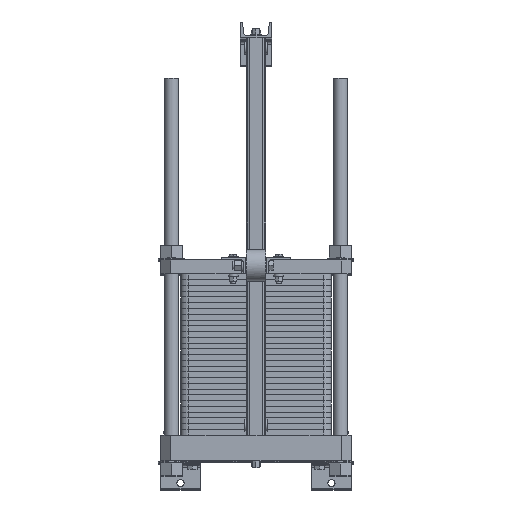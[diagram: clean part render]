
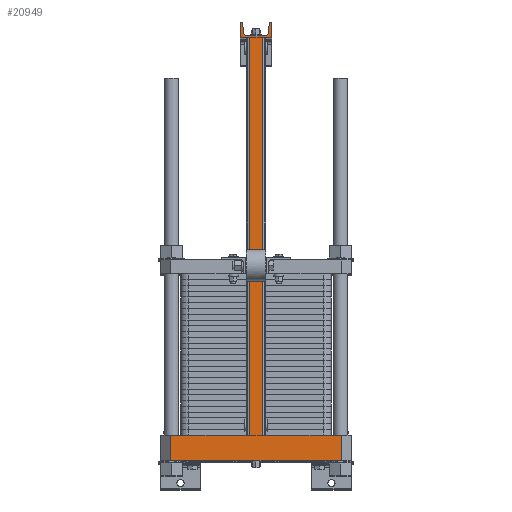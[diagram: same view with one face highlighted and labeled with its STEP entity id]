
A CAD part, top view. The second image highlights one B-rep face of the part: STEP entity #20949.
In plain terms, the highlighted planar face has unit normal (0, 0, 1).
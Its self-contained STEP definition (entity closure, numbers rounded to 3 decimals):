
#2828=LINE('',#31492,#5166);
#2842=LINE('',#31622,#5180);
#2843=LINE('',#31624,#5181);
#2844=LINE('',#31626,#5182);
#2845=LINE('',#31628,#5183);
#2846=LINE('',#31630,#5184);
#2847=LINE('',#31632,#5185);
#2848=LINE('',#31634,#5186);
#2849=LINE('',#31636,#5187);
#2850=LINE('',#31638,#5188);
#2851=LINE('',#31642,#5189);
#2852=LINE('',#31646,#5190);
#2853=LINE('',#31650,#5191);
#2854=LINE('',#31654,#5192);
#2855=LINE('',#31656,#5193);
#2856=LINE('',#31657,#5194);
#5166=VECTOR('',#24418,1.);
#5180=VECTOR('',#24506,10.);
#5181=VECTOR('',#24507,10.);
#5182=VECTOR('',#24508,10.);
#5183=VECTOR('',#24509,10.);
#5184=VECTOR('',#24510,10.);
#5185=VECTOR('',#24511,10.);
#5186=VECTOR('',#24512,10.);
#5187=VECTOR('',#24513,10.);
#5188=VECTOR('',#24514,10.);
#5189=VECTOR('',#24517,10.);
#5190=VECTOR('',#24520,10.);
#5191=VECTOR('',#24523,10.);
#5192=VECTOR('',#24526,10.);
#5193=VECTOR('',#24527,10.);
#5194=VECTOR('',#24528,10.);
#7480=PLANE('',#22047);
#8542=FACE_OUTER_BOUND('',#9565,.T.);
#9565=EDGE_LOOP('',(#16227,#16228,#16229,#16230,#16231,#16232,#16233,#16234,
#16235,#16236,#16237,#16238,#16239,#16240,#16241,#16242,#16243,#16244,#16245,
#16246));
#10889=CIRCLE('',#22048,4.);
#10890=CIRCLE('',#22049,8.);
#10891=CIRCLE('',#22050,8.);
#10892=CIRCLE('',#22051,4.);
#12179=VERTEX_POINT('',#31489);
#12180=VERTEX_POINT('',#31491);
#12211=VERTEX_POINT('',#31621);
#12212=VERTEX_POINT('',#31623);
#12213=VERTEX_POINT('',#31625);
#12214=VERTEX_POINT('',#31627);
#12215=VERTEX_POINT('',#31629);
#12216=VERTEX_POINT('',#31631);
#12217=VERTEX_POINT('',#31633);
#12218=VERTEX_POINT('',#31635);
#12219=VERTEX_POINT('',#31637);
#12220=VERTEX_POINT('',#31639);
#12221=VERTEX_POINT('',#31641);
#12222=VERTEX_POINT('',#31643);
#12223=VERTEX_POINT('',#31645);
#12224=VERTEX_POINT('',#31647);
#12225=VERTEX_POINT('',#31649);
#12226=VERTEX_POINT('',#31651);
#12227=VERTEX_POINT('',#31653);
#12228=VERTEX_POINT('',#31655);
#13799=EDGE_CURVE('',#12180,#12179,#2828,.T.);
#13839=EDGE_CURVE('',#12179,#12211,#2842,.T.);
#13840=EDGE_CURVE('',#12211,#12212,#2843,.T.);
#13841=EDGE_CURVE('',#12213,#12212,#2844,.T.);
#13842=EDGE_CURVE('',#12214,#12213,#2845,.T.);
#13843=EDGE_CURVE('',#12214,#12215,#2846,.T.);
#13844=EDGE_CURVE('',#12215,#12216,#2847,.T.);
#13845=EDGE_CURVE('',#12216,#12217,#2848,.T.);
#13846=EDGE_CURVE('',#12217,#12218,#2849,.T.);
#13847=EDGE_CURVE('',#12218,#12219,#2850,.T.);
#13848=EDGE_CURVE('',#12219,#12220,#10889,.T.);
#13849=EDGE_CURVE('',#12220,#12221,#2851,.T.);
#13850=EDGE_CURVE('',#12221,#12222,#10890,.T.);
#13851=EDGE_CURVE('',#12222,#12223,#2852,.T.);
#13852=EDGE_CURVE('',#12223,#12224,#10891,.T.);
#13853=EDGE_CURVE('',#12224,#12225,#2853,.T.);
#13854=EDGE_CURVE('',#12225,#12226,#10892,.T.);
#13855=EDGE_CURVE('',#12226,#12227,#2854,.T.);
#13856=EDGE_CURVE('',#12227,#12228,#2855,.T.);
#13857=EDGE_CURVE('',#12228,#12180,#2856,.T.);
#16227=ORIENTED_EDGE('',*,*,#13799,.T.);
#16228=ORIENTED_EDGE('',*,*,#13839,.T.);
#16229=ORIENTED_EDGE('',*,*,#13840,.T.);
#16230=ORIENTED_EDGE('',*,*,#13841,.F.);
#16231=ORIENTED_EDGE('',*,*,#13842,.F.);
#16232=ORIENTED_EDGE('',*,*,#13843,.T.);
#16233=ORIENTED_EDGE('',*,*,#13844,.T.);
#16234=ORIENTED_EDGE('',*,*,#13845,.T.);
#16235=ORIENTED_EDGE('',*,*,#13846,.T.);
#16236=ORIENTED_EDGE('',*,*,#13847,.T.);
#16237=ORIENTED_EDGE('',*,*,#13848,.T.);
#16238=ORIENTED_EDGE('',*,*,#13849,.T.);
#16239=ORIENTED_EDGE('',*,*,#13850,.T.);
#16240=ORIENTED_EDGE('',*,*,#13851,.T.);
#16241=ORIENTED_EDGE('',*,*,#13852,.T.);
#16242=ORIENTED_EDGE('',*,*,#13853,.T.);
#16243=ORIENTED_EDGE('',*,*,#13854,.T.);
#16244=ORIENTED_EDGE('',*,*,#13855,.T.);
#16245=ORIENTED_EDGE('',*,*,#13856,.T.);
#16246=ORIENTED_EDGE('',*,*,#13857,.T.);
#20949=ADVANCED_FACE('',(#8542),#7480,.T.);
#22047=AXIS2_PLACEMENT_3D('',#31620,#24504,#24505);
#22048=AXIS2_PLACEMENT_3D('',#31640,#24515,#24516);
#22049=AXIS2_PLACEMENT_3D('',#31644,#24518,#24519);
#22050=AXIS2_PLACEMENT_3D('',#31648,#24521,#24522);
#22051=AXIS2_PLACEMENT_3D('',#31652,#24524,#24525);
#24418=DIRECTION('',(0.,-1.,0.));
#24504=DIRECTION('center_axis',(0.,0.,
1.));
#24505=DIRECTION('ref_axis',(-1.,0.,0.));
#24506=DIRECTION('',(-1.,0.,0.));
#24507=DIRECTION('',(0.,-1.,0.));
#24508=DIRECTION('',(-1.,0.,0.));
#24509=DIRECTION('',(0.,-1.,0.));
#24510=DIRECTION('',(-1.,0.,0.));
#24511=DIRECTION('',(0.,1.,0.));
#24512=DIRECTION('',(1.,0.,0.));
#24513=DIRECTION('',(0.,1.,0.));
#24514=DIRECTION('',(-1.,0.,0.));
#24515=DIRECTION('center_axis',(0.,0.,1.));
#24516=DIRECTION('ref_axis',(0.,1.,0.));
#24517=DIRECTION('',(-0.091,-0.996,0.));
#24518=DIRECTION('center_axis',(0.,0.,-1.));
#24519=DIRECTION('ref_axis',(0.,1.,0.));
#24520=DIRECTION('',(-1.,0.,0.));
#24521=DIRECTION('center_axis',(0.,0.,-1.));
#24522=DIRECTION('ref_axis',(0.996,0.091,0.));
#24523=DIRECTION('',(-0.091,0.996,0.));
#24524=DIRECTION('center_axis',(0.,0.,1.));
#24525=DIRECTION('ref_axis',(0.996,0.091,0.));
#24526=DIRECTION('',(-1.,0.,0.));
#24527=DIRECTION('',(0.,-1.,0.));
#24528=DIRECTION('',(1.,0.,0.));
#31489=CARTESIAN_POINT('',(-16.2,0.,1754.));
#31491=CARTESIAN_POINT('',(-16.2,1000.,1754.));
#31492=CARTESIAN_POINT('',(-16.2,761.,1754.));
#31620=CARTESIAN_POINT('Origin',(215.,0.,1754.));
#31621=CARTESIAN_POINT('',(-215.,0.,1754.));
#31622=CARTESIAN_POINT('',(215.,0.,1754.));
#31623=CARTESIAN_POINT('',(-215.,-65.,1754.));
#31624=CARTESIAN_POINT('',(-215.,0.,1754.));
#31625=CARTESIAN_POINT('',(215.,-65.,1754.));
#31626=CARTESIAN_POINT('',(215.,-65.,1754.));
#31627=CARTESIAN_POINT('',(215.,0.,1754.));
#31628=CARTESIAN_POINT('',(215.,0.,1754.));
#31629=CARTESIAN_POINT('',(16.2,0.,1754.));
#31630=CARTESIAN_POINT('',(215.,0.,1754.));
#31631=CARTESIAN_POINT('',(16.2,1000.,1754.));
#31632=CARTESIAN_POINT('',(16.2,0.,1754.));
#31633=CARTESIAN_POINT('',(40.,1000.,1754.));
#31634=CARTESIAN_POINT('',(-40.,1000.,1754.));
#31635=CARTESIAN_POINT('',(40.,1040.,1754.));
#31636=CARTESIAN_POINT('',(40.,1000.,1754.));
#31637=CARTESIAN_POINT('',(37.45,1040.,1754.));
#31638=CARTESIAN_POINT('',(40.,1040.,1754.));
#31639=CARTESIAN_POINT('',(33.466,1036.366,1754.));
#31640=CARTESIAN_POINT('Origin',(37.45,1036.,1754.));
#31641=CARTESIAN_POINT('',(31.347,1013.269,1754.));
#31642=CARTESIAN_POINT('',(33.466,1036.366,1754.));
#31643=CARTESIAN_POINT('',(23.381,1006.,1754.));
#31644=CARTESIAN_POINT('Origin',(23.381,1014.,1754.));
#31645=CARTESIAN_POINT('',(-23.381,1006.,1754.));
#31646=CARTESIAN_POINT('',(23.381,1006.,1754.));
#31647=CARTESIAN_POINT('',(-31.347,1013.269,1754.));
#31648=CARTESIAN_POINT('Origin',(-23.381,1014.,1754.));
#31649=CARTESIAN_POINT('',(-33.466,1036.366,1754.));
#31650=CARTESIAN_POINT('',(-31.347,1013.269,1754.));
#31651=CARTESIAN_POINT('',(-37.45,1040.,1754.));
#31652=CARTESIAN_POINT('Origin',(-37.45,1036.,1754.));
#31653=CARTESIAN_POINT('',(-40.,1040.,1754.));
#31654=CARTESIAN_POINT('',(-37.45,1040.,1754.));
#31655=CARTESIAN_POINT('',(-40.,1000.,1754.));
#31656=CARTESIAN_POINT('',(-40.,1040.,1754.));
#31657=CARTESIAN_POINT('',(-40.,1000.,1754.));
